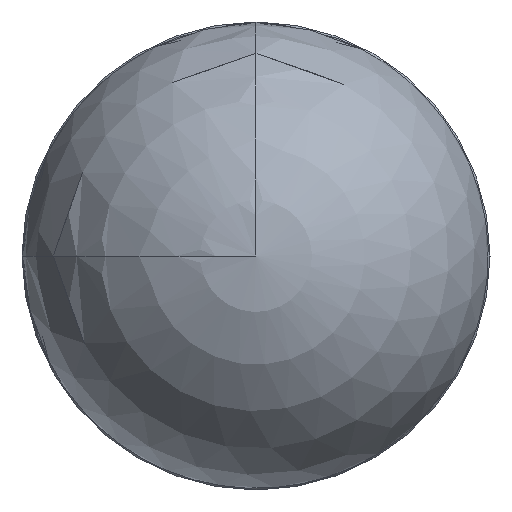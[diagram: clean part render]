
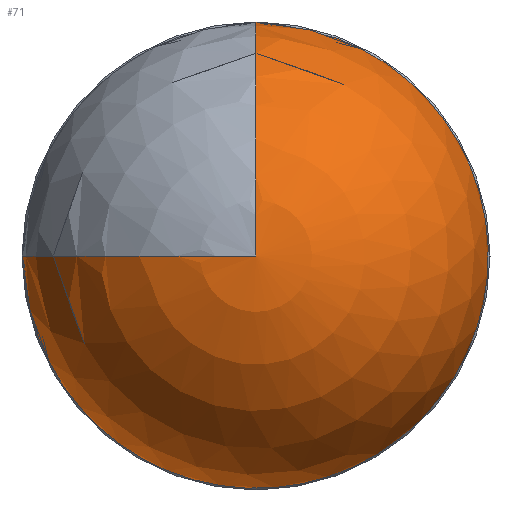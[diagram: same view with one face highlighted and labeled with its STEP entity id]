
A CAD part, left-side view. The second image highlights one B-rep face of the part: STEP entity #71.
In plain terms, the highlighted spherical face has radius 6 mm.
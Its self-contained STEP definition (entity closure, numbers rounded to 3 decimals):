
#71=ADVANCED_FACE('',(#84),#81,.T.);
#81=SPHERICAL_SURFACE('',#152,6.);
#84=FACE_OUTER_BOUND('',#88,.T.);
#88=EDGE_LOOP('',(#104,#105));
#104=ORIENTED_EDGE('',*,*,#131,.F.);
#105=ORIENTED_EDGE('',*,*,#132,.F.);
#122=VERTEX_POINT('',#211);
#123=VERTEX_POINT('',#212);
#131=EDGE_CURVE('',#122,#123,#140,.T.);
#132=EDGE_CURVE('',#123,#122,#141,.T.);
#140=CIRCLE('',#150,6.);
#141=CIRCLE('',#151,6.);
#150=AXIS2_PLACEMENT_3D('',#210,#171,#172);
#151=AXIS2_PLACEMENT_3D('',#213,#173,#174);
#152=AXIS2_PLACEMENT_3D('',#214,#175,#176);
#171=DIRECTION('',(0.,0.,1.));
#172=DIRECTION('',(-1.,0.,0.));
#173=DIRECTION('',(0.,1.,0.));
#174=DIRECTION('',(-1.,0.,0.));
#175=DIRECTION('',(1.,0.,0.));
#176=DIRECTION('',(0.,0.,1.));
#210=CARTESIAN_POINT('',(6.,0.,0.));
#211=CARTESIAN_POINT('',(12.,0.,0.));
#212=CARTESIAN_POINT('',(0.,0.,0.));
#213=CARTESIAN_POINT('',(6.,0.,0.));
#214=CARTESIAN_POINT('',(6.,0.,0.));
